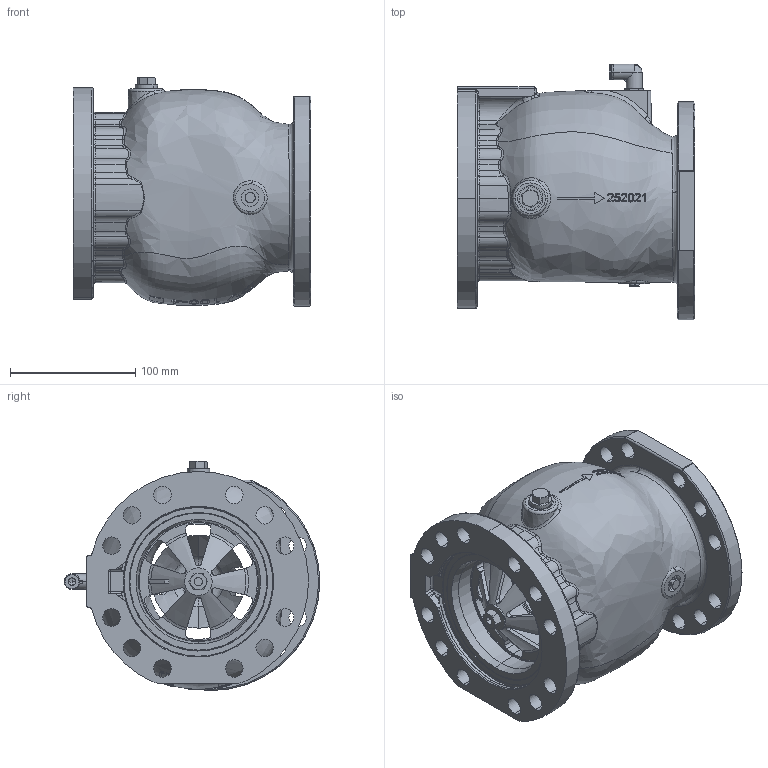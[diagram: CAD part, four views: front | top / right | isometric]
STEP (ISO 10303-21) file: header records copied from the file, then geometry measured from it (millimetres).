
FILE_DESCRIPTION (( 'STEP AP214' ), '1' );
FILE_NAME ('DV100-4_252022.STEP', '2012-09-27T09:52:56', ( 'Admin2' ), ( '' ), 'SwSTEP 2.0', 'SolidWorks 2010', '' );
FILE_SCHEMA (( 'AUTOMOTIVE_DESIGN' ));
Length unit declared in the file: millimetre
Products named in the file (1): DV100-4_252022
Bounding box: 190 x 204.14 x 183 mm (x, y, z)
Surface area: 293386.7 mm2 (no closed solid volume)
Topology: 0 solids, 14 shells, 861 faces, 2463 edges, 1572 vertices
Faces by surface type: bspline 258, cylinder 241, plane 220, torus 80, cone 49, sphere 13
Entity records: 100014 total; most frequent: CARTESIAN_POINT 70684, ORIENTED_EDGE 4436, DIRECTION 3346, EDGE_CURVE 2454, VERTEX_POINT 1572, AXIS2_PLACEMENT_3D 1328, B_SPLINE_CURVE_WITH_KNOTS 1024, EDGE_LOOP 975
